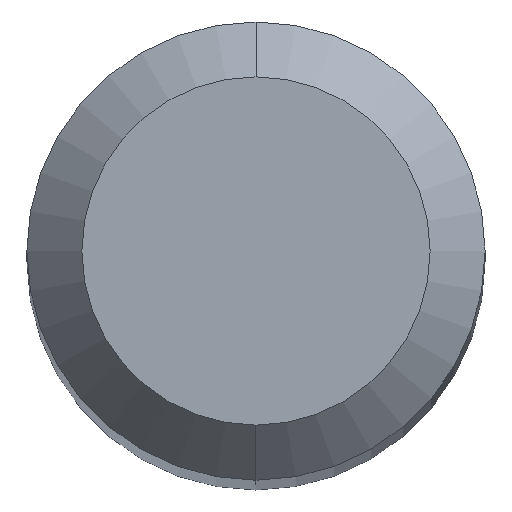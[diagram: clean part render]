
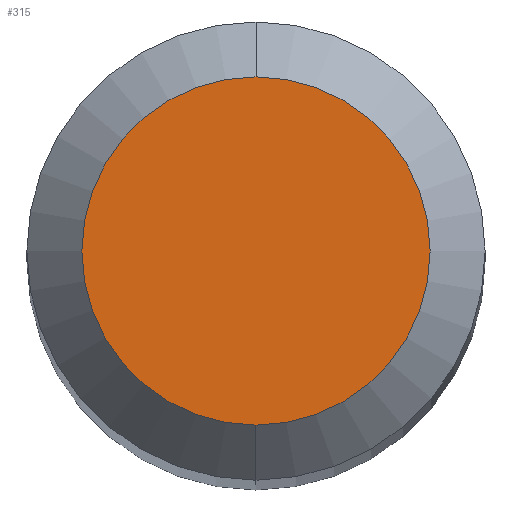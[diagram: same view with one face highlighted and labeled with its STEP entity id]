
A CAD part, top view. The second image highlights one B-rep face of the part: STEP entity #315.
In plain terms, the highlighted planar face has unit normal (0, 0, 1).
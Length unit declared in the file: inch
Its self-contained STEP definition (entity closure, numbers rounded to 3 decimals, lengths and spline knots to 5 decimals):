
#6 = CARTESIAN_POINT ( 'NONE',  ( 0., 0., 0. ) ) ;
#31 = AXIS2_PLACEMENT_3D ( 'NONE', #6, #305, #387 ) ;
#48 = DIRECTION ( 'NONE',  ( 0., 1., 0. ) ) ;
#72 = ORIENTED_EDGE ( 'NONE', *, *, #283, .T. ) ;
#103 = AXIS2_PLACEMENT_3D ( 'NONE', #256, #300, #138 ) ;
#129 = CIRCLE ( 'NONE', #31, 0.0475 ) ;
#138 = DIRECTION ( 'NONE',  ( 0., -1., 0. ) ) ;
#180 = DIRECTION ( 'NONE',  ( 0., 0., -1. ) ) ;
#185 = CARTESIAN_POINT ( 'NONE',  ( 0., -0.0475, 0. ) ) ;
#206 = AXIS2_PLACEMENT_3D ( 'NONE', #311, #180, #48 ) ;
#217 = CARTESIAN_POINT ( 'NONE',  ( 0., 0.0475, 0. ) ) ;
#225 = EDGE_LOOP ( 'NONE', ( #72, #452 ) ) ;
#237 = CIRCLE ( 'NONE', #103, 0.0475 ) ;
#256 = CARTESIAN_POINT ( 'NONE',  ( 0., 0., 0. ) ) ;
#283 = EDGE_CURVE ( 'NONE', #403, #436, #237, .T. ) ;
#300 = DIRECTION ( 'NONE',  ( 0., 0., 1. ) ) ;
#305 = DIRECTION ( 'NONE',  ( 0., 0., 1. ) ) ;
#306 = EDGE_CURVE ( 'NONE', #436, #403, #129, .T. ) ;
#311 = CARTESIAN_POINT ( 'NONE',  ( 0., 0.0475, 0. ) ) ;
#315 = ADVANCED_FACE ( 'NONE', ( #479 ), #394, .F. ) ;
#387 = DIRECTION ( 'NONE',  ( 0., -1., 0. ) ) ;
#394 = PLANE ( 'NONE',  #206 ) ;
#403 = VERTEX_POINT ( 'NONE', #217 ) ;
#436 = VERTEX_POINT ( 'NONE', #185 ) ;
#452 = ORIENTED_EDGE ( 'NONE', *, *, #306, .T. ) ;
#479 = FACE_OUTER_BOUND ( 'NONE', #225, .T. ) ;
